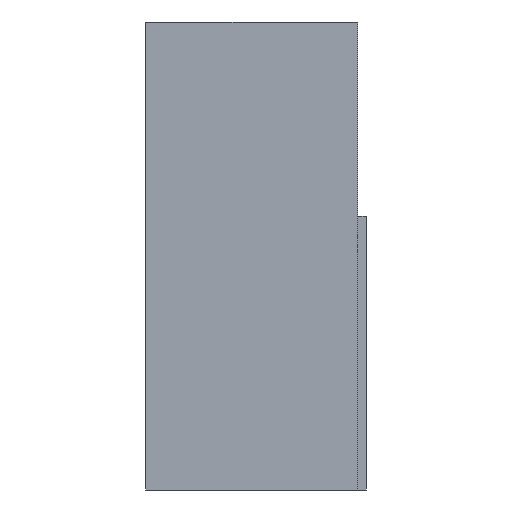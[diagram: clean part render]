
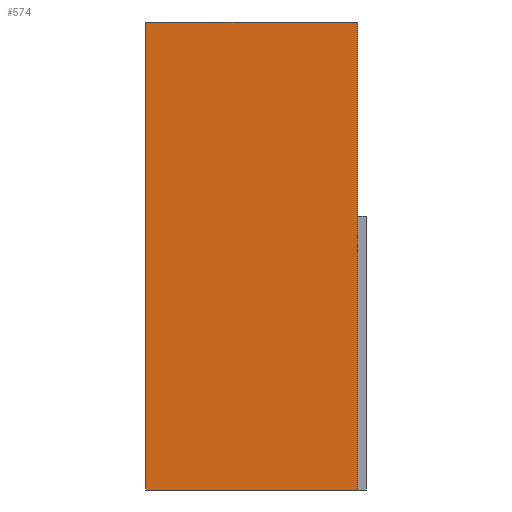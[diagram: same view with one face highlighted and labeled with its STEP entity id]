
A CAD part, left-side view. The second image highlights one B-rep face of the part: STEP entity #574.
In plain terms, the highlighted planar face has unit normal (-1, 0, 0).
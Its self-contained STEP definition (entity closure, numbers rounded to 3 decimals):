
#27=PLANE('',#639);
#84=FACE_OUTER_BOUND('',#122,.T.);
#122=EDGE_LOOP('',(#497,#498,#499,#500));
#184=LINE('',#1087,#233);
#185=LINE('',#1090,#234);
#186=LINE('',#1092,#235);
#187=LINE('',#1093,#236);
#233=VECTOR('',#782,10.);
#234=VECTOR('',#785,10.);
#235=VECTOR('',#786,10.);
#236=VECTOR('',#787,10.);
#307=VERTEX_POINT('',#1083);
#308=VERTEX_POINT('',#1085);
#309=VERTEX_POINT('',#1089);
#310=VERTEX_POINT('',#1091);
#380=EDGE_CURVE('',#307,#308,#184,.T.);
#381=EDGE_CURVE('',#309,#307,#185,.T.);
#382=EDGE_CURVE('',#310,#308,#186,.T.);
#383=EDGE_CURVE('',#309,#310,#187,.T.);
#497=ORIENTED_EDGE('',*,*,#381,.T.);
#498=ORIENTED_EDGE('',*,*,#380,.T.);
#499=ORIENTED_EDGE('',*,*,#382,.F.);
#500=ORIENTED_EDGE('',*,*,#383,.F.);
#574=ADVANCED_FACE('',(#84),#27,.T.);
#639=AXIS2_PLACEMENT_3D('',#1088,#783,#784);
#782=DIRECTION('',(0.,-1.,0.));
#783=DIRECTION('center_axis',(-1.,0.,0.));
#784=DIRECTION('ref_axis',(0.,0.,-1.));
#785=DIRECTION('',(0.,0.,-1.));
#786=DIRECTION('',(0.,0.,-1.));
#787=DIRECTION('',(0.,-1.,0.));
#1083=CARTESIAN_POINT('',(-21.75,-11.,24.75));
#1085=CARTESIAN_POINT('',(-21.75,-23.,24.75));
#1087=CARTESIAN_POINT('',(-21.75,-11.,24.75));
#1088=CARTESIAN_POINT('Origin',(-21.75,-11.,51.25));
#1089=CARTESIAN_POINT('',(-21.75,-11.,51.25));
#1090=CARTESIAN_POINT('',(-21.75,-11.,51.25));
#1091=CARTESIAN_POINT('',(-21.75,-23.,51.25));
#1092=CARTESIAN_POINT('',(-21.75,-23.,51.25));
#1093=CARTESIAN_POINT('',(-21.75,-11.,51.25));
